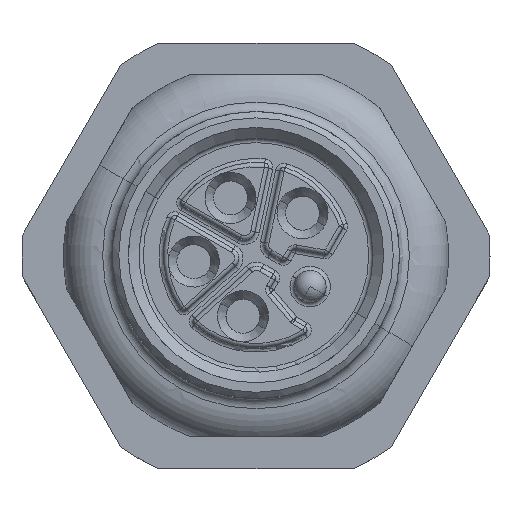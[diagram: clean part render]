
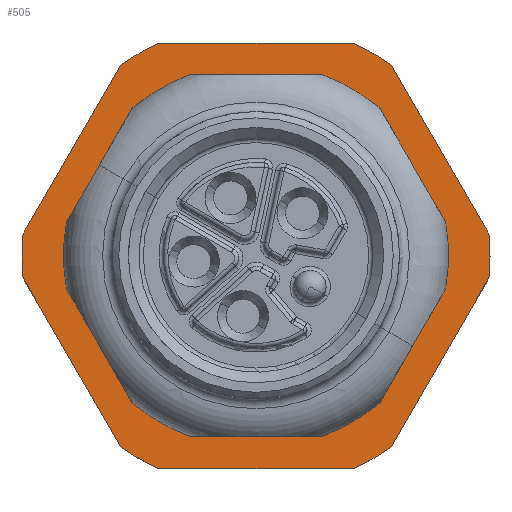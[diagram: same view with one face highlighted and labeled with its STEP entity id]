
A CAD part, top view. The second image highlights one B-rep face of the part: STEP entity #505.
In plain terms, the highlighted planar face has unit normal (0, 0, 1).
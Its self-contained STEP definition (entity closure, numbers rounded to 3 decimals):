
#185=AXIS2_PLACEMENT_3D('Circle Axis2P3D',#183,#184,$) ;
#228=AXIS2_PLACEMENT_3D('Circle Axis2P3D',#226,#227,$) ;
#271=AXIS2_PLACEMENT_3D('Circle Axis2P3D',#269,#270,$) ;
#319=AXIS2_PLACEMENT_3D('Circle Axis2P3D',#317,#318,$) ;
#362=AXIS2_PLACEMENT_3D('Circle Axis2P3D',#360,#361,$) ;
#405=AXIS2_PLACEMENT_3D('Circle Axis2P3D',#403,#404,$) ;
#453=AXIS2_PLACEMENT_3D('Circle Axis2P3D',#451,#452,$) ;
#472=AXIS2_PLACEMENT_3D('Circle Axis2P3D',#470,#471,$) ;
#485=AXIS2_PLACEMENT_3D('Plane Axis2P3D',#482,#483,#484) ;
#180=CARTESIAN_POINT('Vertex',(6.417,0.,26.062)) ;
#183=CARTESIAN_POINT('Axis2P3D Location',(11.,10.,26.062)) ;
#187=CARTESIAN_POINT('Vertex',(4.631,1.031,26.062)) ;
#207=CARTESIAN_POINT('Line Origine',(2.34,5.,26.062)) ;
#211=CARTESIAN_POINT('Vertex',(0.048,8.969,26.062)) ;
#226=CARTESIAN_POINT('Axis2P3D Location',(11.,10.,26.062)) ;
#230=CARTESIAN_POINT('Vertex',(0.048,11.031,26.062)) ;
#250=CARTESIAN_POINT('Line Origine',(2.34,15.,26.062)) ;
#254=CARTESIAN_POINT('Vertex',(4.631,18.969,26.062)) ;
#269=CARTESIAN_POINT('Axis2P3D Location',(11.,10.,26.062)) ;
#273=CARTESIAN_POINT('Vertex',(6.417,20.,26.062)) ;
#293=CARTESIAN_POINT('Line Origine',(11.,20.,26.062)) ;
#297=CARTESIAN_POINT('Vertex',(15.583,20.,26.062)) ;
#317=CARTESIAN_POINT('Axis2P3D Location',(11.,10.,26.062)) ;
#321=CARTESIAN_POINT('Vertex',(17.369,18.969,26.062)) ;
#341=CARTESIAN_POINT('Line Origine',(19.66,15.,26.062)) ;
#345=CARTESIAN_POINT('Vertex',(21.952,11.031,26.062)) ;
#360=CARTESIAN_POINT('Axis2P3D Location',(11.,10.,26.062)) ;
#364=CARTESIAN_POINT('Vertex',(21.952,8.969,26.062)) ;
#384=CARTESIAN_POINT('Line Origine',(19.66,5.,26.062)) ;
#388=CARTESIAN_POINT('Vertex',(17.369,1.031,26.062)) ;
#403=CARTESIAN_POINT('Axis2P3D Location',(11.,10.,26.062)) ;
#407=CARTESIAN_POINT('Vertex',(15.583,0.,26.062)) ;
#427=CARTESIAN_POINT('Line Origine',(11.,0.,26.062)) ;
#448=CARTESIAN_POINT('Vertex',(3.5,10.,26.062)) ;
#451=CARTESIAN_POINT('Axis2P3D Location',(11.,10.,26.062)) ;
#455=CARTESIAN_POINT('Vertex',(18.5,10.,26.062)) ;
#470=CARTESIAN_POINT('Axis2P3D Location',(11.,10.,26.062)) ;
#482=CARTESIAN_POINT('Axis2P3D Location',(23.1,21.,26.062)) ;
#184=DIRECTION('Axis2P3D Direction',(0.,0.,1.)) ;
#208=DIRECTION('Vector Direction',(-0.5,0.866,0.)) ;
#227=DIRECTION('Axis2P3D Direction',(0.,0.,1.)) ;
#251=DIRECTION('Vector Direction',(0.5,0.866,0.)) ;
#270=DIRECTION('Axis2P3D Direction',(0.,0.,1.)) ;
#294=DIRECTION('Vector Direction',(1.,0.,0.)) ;
#318=DIRECTION('Axis2P3D Direction',(0.,0.,1.)) ;
#342=DIRECTION('Vector Direction',(0.5,-0.866,0.)) ;
#361=DIRECTION('Axis2P3D Direction',(0.,0.,1.)) ;
#385=DIRECTION('Vector Direction',(-0.5,-0.866,0.)) ;
#404=DIRECTION('Axis2P3D Direction',(0.,0.,1.)) ;
#428=DIRECTION('Vector Direction',(-1.,0.,0.)) ;
#452=DIRECTION('Axis2P3D Direction',(0.,0.,-1.)) ;
#471=DIRECTION('Axis2P3D Direction',(0.,0.,-1.)) ;
#483=DIRECTION('Axis2P3D Direction',(0.,0.,1.)) ;
#484=DIRECTION('Axis2P3D XDirection',(-1.,0.,0.)) ;
#209=VECTOR('Line Direction',#208,1.) ;
#252=VECTOR('Line Direction',#251,1.) ;
#295=VECTOR('Line Direction',#294,1.) ;
#343=VECTOR('Line Direction',#342,1.) ;
#386=VECTOR('Line Direction',#385,1.) ;
#429=VECTOR('Line Direction',#428,1.) ;
#488=ORIENTED_EDGE('',*,*,#213,.F.) ;
#489=ORIENTED_EDGE('',*,*,#189,.F.) ;
#490=ORIENTED_EDGE('',*,*,#431,.F.) ;
#491=ORIENTED_EDGE('',*,*,#409,.F.) ;
#492=ORIENTED_EDGE('',*,*,#390,.F.) ;
#493=ORIENTED_EDGE('',*,*,#366,.F.) ;
#494=ORIENTED_EDGE('',*,*,#347,.F.) ;
#495=ORIENTED_EDGE('',*,*,#323,.F.) ;
#496=ORIENTED_EDGE('',*,*,#299,.F.) ;
#497=ORIENTED_EDGE('',*,*,#275,.F.) ;
#498=ORIENTED_EDGE('',*,*,#256,.F.) ;
#499=ORIENTED_EDGE('',*,*,#232,.F.) ;
#502=ORIENTED_EDGE('',*,*,#474,.F.) ;
#503=ORIENTED_EDGE('',*,*,#457,.F.) ;
#504=FACE_BOUND('',#501,.T.) ;
#505=ADVANCED_FACE('Hauptk\X2\00F6\X0\rper',(#500,#504),#486,.T.) ;
#186=CIRCLE('generated circle',#185,11.) ;
#229=CIRCLE('generated circle',#228,11.) ;
#272=CIRCLE('generated circle',#271,11.) ;
#320=CIRCLE('generated circle',#319,11.) ;
#363=CIRCLE('generated circle',#362,11.) ;
#406=CIRCLE('generated circle',#405,11.) ;
#454=CIRCLE('generated circle',#453,7.5) ;
#473=CIRCLE('generated circle',#472,7.5) ;
#189=EDGE_CURVE('',#181,#188,#186,.F.) ;
#213=EDGE_CURVE('',#188,#212,#210,.T.) ;
#232=EDGE_CURVE('',#212,#231,#229,.F.) ;
#256=EDGE_CURVE('',#231,#255,#253,.T.) ;
#275=EDGE_CURVE('',#255,#274,#272,.F.) ;
#299=EDGE_CURVE('',#274,#298,#296,.T.) ;
#323=EDGE_CURVE('',#298,#322,#320,.F.) ;
#347=EDGE_CURVE('',#322,#346,#344,.T.) ;
#366=EDGE_CURVE('',#346,#365,#363,.F.) ;
#390=EDGE_CURVE('',#365,#389,#387,.T.) ;
#409=EDGE_CURVE('',#389,#408,#406,.F.) ;
#431=EDGE_CURVE('',#408,#181,#430,.T.) ;
#457=EDGE_CURVE('',#449,#456,#454,.F.) ;
#474=EDGE_CURVE('',#456,#449,#473,.F.) ;
#487=EDGE_LOOP('',(#488,#489,#490,#491,#492,#493,#494,#495,#496,#497,#498,#499)) ;
#501=EDGE_LOOP('',(#502,#503)) ;
#500=FACE_OUTER_BOUND('',#487,.T.) ;
#210=LINE('Line',#207,#209) ;
#253=LINE('Line',#250,#252) ;
#296=LINE('Line',#293,#295) ;
#344=LINE('Line',#341,#343) ;
#387=LINE('Line',#384,#386) ;
#430=LINE('Line',#427,#429) ;
#486=PLANE('',#485) ;
#181=VERTEX_POINT('',#180) ;
#188=VERTEX_POINT('',#187) ;
#212=VERTEX_POINT('',#211) ;
#231=VERTEX_POINT('',#230) ;
#255=VERTEX_POINT('',#254) ;
#274=VERTEX_POINT('',#273) ;
#298=VERTEX_POINT('',#297) ;
#322=VERTEX_POINT('',#321) ;
#346=VERTEX_POINT('',#345) ;
#365=VERTEX_POINT('',#364) ;
#389=VERTEX_POINT('',#388) ;
#408=VERTEX_POINT('',#407) ;
#449=VERTEX_POINT('',#448) ;
#456=VERTEX_POINT('',#455) ;
